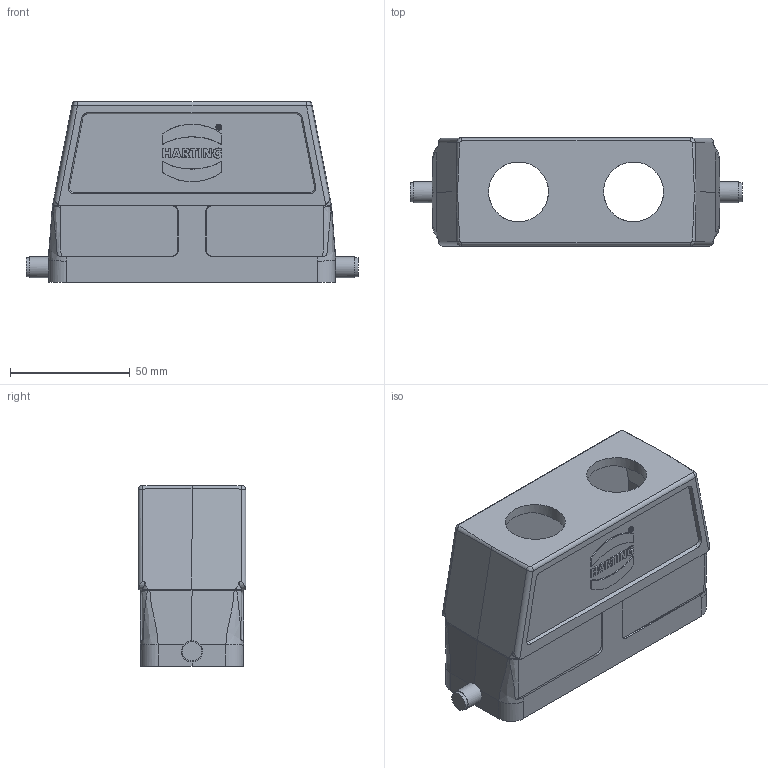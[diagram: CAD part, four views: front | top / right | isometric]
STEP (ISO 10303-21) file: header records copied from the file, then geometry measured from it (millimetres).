
FILE_DESCRIPTION(/* description */ (''),/* implementation_level */ '2;1');
FILE_NAME(/* name */ '100121722ugm000_c.stp',/* time_stamp */ '2020-02-18T12:36:10+01:00',/* author */ (''),/* organization */ (''),/* preprocessor_version */ 'ST-DEVELOPER v16.7',/* originating_system */ 'SIEMENS PLM Software NX 12.0',/* authorisation */ '');
FILE_SCHEMA (('AUTOMOTIVE_DESIGN { 1 0 10303 214 3 1 1 1 }'));
Length unit declared in the file: millimetre
Products named in the file (1): 100121722ugm000_c
Bounding box: 138.5 x 45 x 75.5 mm (x, y, z)
Volume: 95086.2 mm3; surface area: 52862.7 mm2
Topology: 1 solids, 1 shells, 285 faces, 758 edges, 496 vertices
Faces by surface type: plane 169, cylinder 49, cone 34, bspline 29, sphere 4
Full cylindrical faces by diameter (mm): 3 x4, 4 x2, 8 x2, 8.8 x2, 25 x2
Entity records: 11199 total; most frequent: CARTESIAN_POINT 3685, ORIENTED_EDGE 1456, DIRECTION 1256, EDGE_CURVE 728, VERTEX_POINT 487, LINE 432, VECTOR 432, AXIS2_PLACEMENT_3D 412
